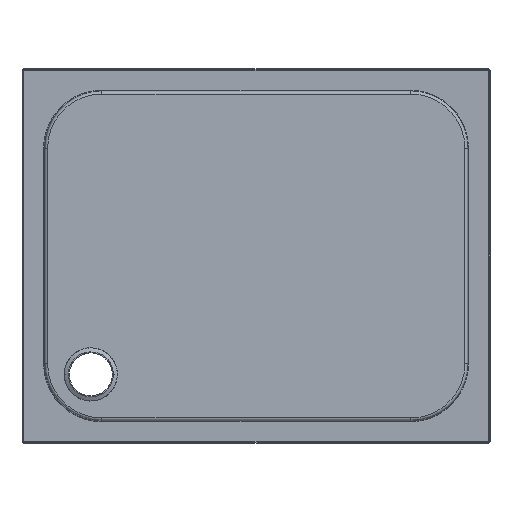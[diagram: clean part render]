
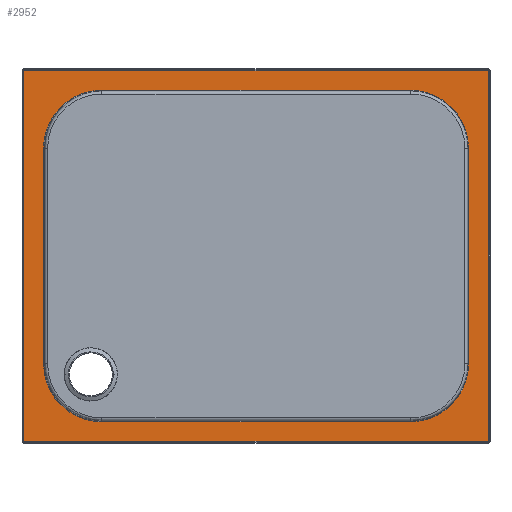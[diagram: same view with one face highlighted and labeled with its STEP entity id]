
A CAD part, front view. The second image highlights one B-rep face of the part: STEP entity #2952.
In plain terms, the highlighted planar face has unit normal (0, -1, 0).
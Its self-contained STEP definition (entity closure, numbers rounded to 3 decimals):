
#22 = CARTESIAN_POINT ( 'NONE',  ( 496., 46., -396. ) ) ;
#29 = VERTEX_POINT ( 'NONE', #2270 ) ;
#34 = CARTESIAN_POINT ( 'NONE',  ( 0., 46., 396. ) ) ;
#84 = CARTESIAN_POINT ( 'NONE',  ( -329.881, 46., -354. ) ) ;
#142 = DIRECTION ( 'NONE',  ( 0., 0., 1. ) ) ;
#166 = CARTESIAN_POINT ( 'NONE',  ( -453.912, 46., -302.638 ) ) ;
#194 = LINE ( 'NONE', #3848, #397 ) ;
#242 = VERTEX_POINT ( 'NONE', #1130 ) ;
#295 = EDGE_LOOP ( 'NONE', ( #4683, #2718, #2896, #5184, #5269, #4276, #4460, #2850 ) ) ;
#317 = EDGE_CURVE ( 'NONE', #1059, #4821, #5208, .T. ) ;
#378 = DIRECTION ( 'NONE',  ( -1., 0., 0. ) ) ;
#397 = VECTOR ( 'NONE', #142, 1000. ) ;
#411 = ORIENTED_EDGE ( 'NONE', *, *, #4077, .F. ) ;
#447 = VECTOR ( 'NONE', #3821, 1000. ) ;
#467 = EDGE_CURVE ( 'NONE', #798, #242, #2497, .T. ) ;
#519 = CARTESIAN_POINT ( 'NONE',  ( -402.537, 46., -354. ) ) ;
#653 = VECTOR ( 'NONE', #3155, 1000. ) ;
#662 = DIRECTION ( 'NONE',  ( 0., 0., -1. ) ) ;
#677 = CARTESIAN_POINT ( 'NONE',  ( 454.09, 46., 230. ) ) ;
#760 = CARTESIAN_POINT ( 'NONE',  ( 454.09, 46., -230. ) ) ;
#798 = VERTEX_POINT ( 'NONE', #22 ) ;
#864 = CARTESIAN_POINT ( 'NONE',  ( 0., 46., 0. ) ) ;
#909 = VECTOR ( 'NONE', #5046, 1000. ) ;
#1054 = EDGE_CURVE ( 'NONE', #2197, #2602, #2528, .T. ) ;
#1055 = CARTESIAN_POINT ( 'NONE',  ( 402.715, 46., 354. ) ) ;
#1059 = VERTEX_POINT ( 'NONE', #84 ) ;
#1086 = CARTESIAN_POINT ( 'NONE',  ( -453.912, 46., -230. ) ) ;
#1088 = ORIENTED_EDGE ( 'NONE', *, *, #467, .F. ) ;
#1123 = VERTEX_POINT ( 'NONE', #3105 ) ;
#1130 = CARTESIAN_POINT ( 'NONE',  ( -496., 46., -396. ) ) ;
#1167 = AXIS2_PLACEMENT_3D ( 'NONE', #864, #1605, #1196 ) ;
#1171 = CARTESIAN_POINT ( 'NONE',  ( 0., 46., 354. ) ) ;
#1196 = DIRECTION ( 'NONE',  ( 0., 0., 1. ) ) ;
#1409 = CARTESIAN_POINT ( 'NONE',  ( -453.912, 46., -230. ) ) ;
#1577 = FACE_BOUND ( 'NONE', #295, .T. ) ;
#1605 = DIRECTION ( 'NONE',  ( 0., 1., 0. ) ) ;
#1611 = VECTOR ( 'NONE', #4734, 1000. ) ;
#1653 = FACE_OUTER_BOUND ( 'NONE', #3835, .T. ) ;
#1917 = CARTESIAN_POINT ( 'NONE',  ( 454.09, 46., 230. ) ) ;
#1919 = LINE ( 'NONE', #3593, #1611 ) ;
#2012 = CARTESIAN_POINT ( 'NONE',  ( 330.059, 46., -354. ) ) ;
#2018 = PLANE ( 'NONE',  #1167 ) ;
#2062 = CARTESIAN_POINT ( 'NONE',  ( 402.715, 46., -354. ) ) ;
#2175 = CARTESIAN_POINT ( 'NONE',  ( -329.881, 46., -354. ) ) ;
#2197 = VERTEX_POINT ( 'NONE', #4353 ) ;
#2237 = CARTESIAN_POINT ( 'NONE',  ( -453.912, 46., 0. ) ) ;
#2240 =( BOUNDED_CURVE ( )  B_SPLINE_CURVE ( 3, ( #2012, #2062, #4146, #760 ),
 .UNSPECIFIED., .F., .T. ) 
 B_SPLINE_CURVE_WITH_KNOTS ( ( 4, 4 ),
 ( 1.571, 3.142 ),
 .UNSPECIFIED. ) 
 CURVE ( )  GEOMETRIC_REPRESENTATION_ITEM ( )  RATIONAL_B_SPLINE_CURVE ( ( 1., 0.805, 0.805, 1. ) ) 
 REPRESENTATION_ITEM ( '' )  );
#2270 = CARTESIAN_POINT ( 'NONE',  ( 454.09, 46., -230. ) ) ;
#2305 =( BOUNDED_CURVE ( )  B_SPLINE_CURVE ( 3, ( #3276, #4945, #3684, #3229 ),
 .UNSPECIFIED., .F., .T. ) 
 B_SPLINE_CURVE_WITH_KNOTS ( ( 4, 4 ),
 ( 4.712, 6.283 ),
 .UNSPECIFIED. ) 
 CURVE ( )  GEOMETRIC_REPRESENTATION_ITEM ( )  RATIONAL_B_SPLINE_CURVE ( ( 1., 0.805, 0.805, 1. ) ) 
 REPRESENTATION_ITEM ( '' )  );
#2384 = CARTESIAN_POINT ( 'NONE',  ( 0., 46., -354. ) ) ;
#2412 = EDGE_CURVE ( 'NONE', #4584, #1123, #4917, .T. ) ;
#2454 = VERTEX_POINT ( 'NONE', #1086 ) ;
#2497 = LINE ( 'NONE', #4965, #4837 ) ;
#2528 = LINE ( 'NONE', #34, #909 ) ;
#2602 = VERTEX_POINT ( 'NONE', #2776 ) ;
#2718 = ORIENTED_EDGE ( 'NONE', *, *, #4976, .F. ) ;
#2732 = VECTOR ( 'NONE', #5359, 1000. ) ;
#2776 = CARTESIAN_POINT ( 'NONE',  ( 496., 46., 396. ) ) ;
#2824 = EDGE_CURVE ( 'NONE', #3160, #4584, #4308, .T. ) ;
#2850 = ORIENTED_EDGE ( 'NONE', *, *, #2824, .F. ) ;
#2896 = ORIENTED_EDGE ( 'NONE', *, *, #317, .F. ) ;
#2925 = LINE ( 'NONE', #4613, #447 ) ;
#2952 = ADVANCED_FACE ( 'NONE', ( #1577, #1653 ), #2018, .F. ) ;
#3105 = CARTESIAN_POINT ( 'NONE',  ( -329.881, 46., 354. ) ) ;
#3155 = DIRECTION ( 'NONE',  ( 1., 0., 0. ) ) ;
#3160 = VERTEX_POINT ( 'NONE', #1917 ) ;
#3229 = CARTESIAN_POINT ( 'NONE',  ( -453.912, 46., 230. ) ) ;
#3276 = CARTESIAN_POINT ( 'NONE',  ( -329.881, 46., 354. ) ) ;
#3318 = EDGE_CURVE ( 'NONE', #4931, #2454, #3936, .T. ) ;
#3505 = EDGE_CURVE ( 'NONE', #1123, #4931, #2305, .T. ) ;
#3593 = CARTESIAN_POINT ( 'NONE',  ( 496., 46., 0. ) ) ;
#3654 = CARTESIAN_POINT ( 'NONE',  ( -453.912, 46., 230. ) ) ;
#3684 = CARTESIAN_POINT ( 'NONE',  ( -453.912, 46., 302.638 ) ) ;
#3719 = ORIENTED_EDGE ( 'NONE', *, *, #1054, .F. ) ;
#3766 = EDGE_CURVE ( 'NONE', #2602, #798, #1919, .T. ) ;
#3821 = DIRECTION ( 'NONE',  ( 0., 0., 1. ) ) ;
#3835 = EDGE_LOOP ( 'NONE', ( #411, #1088, #5333, #3719 ) ) ;
#3848 = CARTESIAN_POINT ( 'NONE',  ( -496., 46., 0. ) ) ;
#3867 = VECTOR ( 'NONE', #662, 1000. ) ;
#3900 = CARTESIAN_POINT ( 'NONE',  ( 330.059, 46., -354. ) ) ;
#3936 = LINE ( 'NONE', #2237, #3867 ) ;
#4069 = CARTESIAN_POINT ( 'NONE',  ( 330.059, 46., 354. ) ) ;
#4077 = EDGE_CURVE ( 'NONE', #242, #2197, #194, .T. ) ;
#4146 = CARTESIAN_POINT ( 'NONE',  ( 454.09, 46., -302.638 ) ) ;
#4276 = ORIENTED_EDGE ( 'NONE', *, *, #3505, .F. ) ;
#4308 =( BOUNDED_CURVE ( )  B_SPLINE_CURVE ( 3, ( #677, #4796, #1055, #4069 ),
 .UNSPECIFIED., .F., .T. ) 
 B_SPLINE_CURVE_WITH_KNOTS ( ( 4, 4 ),
 ( 3.142, 4.712 ),
 .UNSPECIFIED. ) 
 CURVE ( )  GEOMETRIC_REPRESENTATION_ITEM ( )  RATIONAL_B_SPLINE_CURVE ( ( 1., 0.805, 0.805, 1. ) ) 
 REPRESENTATION_ITEM ( '' )  );
#4339 =( BOUNDED_CURVE ( )  B_SPLINE_CURVE ( 3, ( #1409, #166, #519, #2175 ),
 .UNSPECIFIED., .F., .T. ) 
 B_SPLINE_CURVE_WITH_KNOTS ( ( 4, 4 ),
 ( 0., 1.571 ),
 .UNSPECIFIED. ) 
 CURVE ( )  GEOMETRIC_REPRESENTATION_ITEM ( )  RATIONAL_B_SPLINE_CURVE ( ( 1., 0.805, 0.805, 1. ) ) 
 REPRESENTATION_ITEM ( '' )  );
#4353 = CARTESIAN_POINT ( 'NONE',  ( -496., 46., 396. ) ) ;
#4460 = ORIENTED_EDGE ( 'NONE', *, *, #2412, .F. ) ;
#4584 = VERTEX_POINT ( 'NONE', #5253 ) ;
#4613 = CARTESIAN_POINT ( 'NONE',  ( 454.09, 46., 0. ) ) ;
#4664 = EDGE_CURVE ( 'NONE', #29, #3160, #2925, .T. ) ;
#4683 = ORIENTED_EDGE ( 'NONE', *, *, #4664, .F. ) ;
#4734 = DIRECTION ( 'NONE',  ( 0., 0., -1. ) ) ;
#4796 = CARTESIAN_POINT ( 'NONE',  ( 454.09, 46., 302.638 ) ) ;
#4821 = VERTEX_POINT ( 'NONE', #3900 ) ;
#4831 = EDGE_CURVE ( 'NONE', #2454, #1059, #4339, .T. ) ;
#4837 = VECTOR ( 'NONE', #378, 1000. ) ;
#4917 = LINE ( 'NONE', #1171, #2732 ) ;
#4931 = VERTEX_POINT ( 'NONE', #3654 ) ;
#4945 = CARTESIAN_POINT ( 'NONE',  ( -402.537, 46., 354. ) ) ;
#4965 = CARTESIAN_POINT ( 'NONE',  ( 0., 46., -396. ) ) ;
#4976 = EDGE_CURVE ( 'NONE', #4821, #29, #2240, .T. ) ;
#5046 = DIRECTION ( 'NONE',  ( 1., 0., 0. ) ) ;
#5184 = ORIENTED_EDGE ( 'NONE', *, *, #4831, .F. ) ;
#5208 = LINE ( 'NONE', #2384, #653 ) ;
#5253 = CARTESIAN_POINT ( 'NONE',  ( 330.059, 46., 354. ) ) ;
#5269 = ORIENTED_EDGE ( 'NONE', *, *, #3318, .F. ) ;
#5333 = ORIENTED_EDGE ( 'NONE', *, *, #3766, .F. ) ;
#5359 = DIRECTION ( 'NONE',  ( -1., 0., 0. ) ) ;
